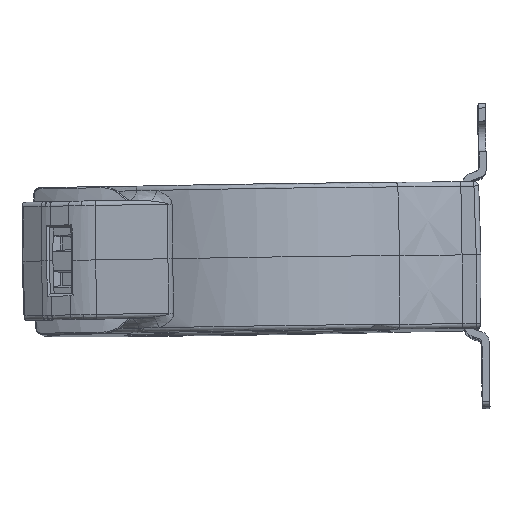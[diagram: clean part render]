
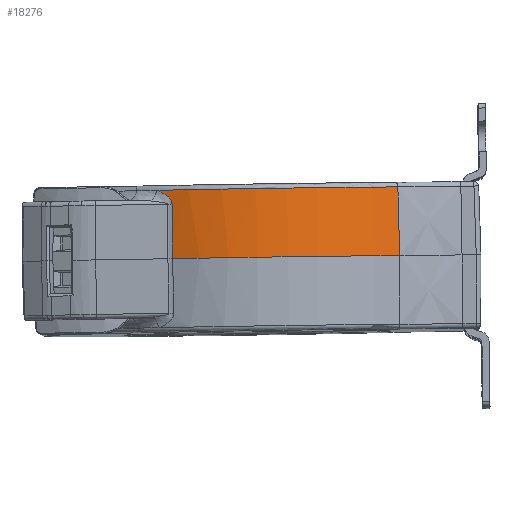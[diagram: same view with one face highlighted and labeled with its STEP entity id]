
A CAD part, left-side view. The second image highlights one B-rep face of the part: STEP entity #18276.
In plain terms, the highlighted conical face has half-angle 1 degrees and reference radius 46.193 mm.
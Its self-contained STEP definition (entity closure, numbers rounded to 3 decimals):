
#12491=CARTESIAN_POINT('',(11.87,-14.887,
18.652));
#12492=DIRECTION('',(-0.01,-0.015,-1.));
#12493=DIRECTION('',(-0.758,-0.653,0.018));
#12494=AXIS2_PLACEMENT_3D('',#12491,#12492,#12493);
#12499=CARTESIAN_POINT('',(11.87,-14.887,
18.652));
#12500=DIRECTION('',(-0.01,-0.015,-1.));
#12501=DIRECTION('',(-1.,-0.003,0.01));
#12502=AXIS2_PLACEMENT_3D('',#12499,#12500,#12501);
#14244=CARTESIAN_POINT('',(-31.062,2.639,
4.302));
#14245=CARTESIAN_POINT('',(-31.047,2.645,
4.818));
#14246=CARTESIAN_POINT('',(-31.019,2.656,
5.85));
#14247=CARTESIAN_POINT('',(-30.977,2.674,
7.398));
#14248=CARTESIAN_POINT('',(-30.949,2.685,
8.429));
#14249=CARTESIAN_POINT('',(-30.934,2.691,
8.945));
#14254=CARTESIAN_POINT('',(-30.934,2.691,
8.945));
#14255=CARTESIAN_POINT('',(-30.913,2.7,
9.709));
#14256=CARTESIAN_POINT('',(-30.872,2.717,
11.236));
#14257=CARTESIAN_POINT('',(-30.808,2.743,
13.526));
#14258=CARTESIAN_POINT('',(-30.767,2.76,
15.053));
#14259=CARTESIAN_POINT('',(-30.746,2.769,
15.816));
#14264=CARTESIAN_POINT('',(-30.746,2.769,
15.816));
#14265=CARTESIAN_POINT('',(-30.743,2.77,
15.923));
#14266=CARTESIAN_POINT('',(-30.728,2.795,
16.135));
#14267=CARTESIAN_POINT('',(-30.682,2.889,
16.43));
#14268=CARTESIAN_POINT('',(-30.629,3.003,
16.653));
#14269=CARTESIAN_POINT('',(-30.579,3.111,
16.823));
#14270=CARTESIAN_POINT('',(-30.526,3.228,
16.984));
#14271=CARTESIAN_POINT('',(-30.453,3.386,
17.17));
#14272=CARTESIAN_POINT('',(-30.327,3.662,
17.443));
#14273=CARTESIAN_POINT('',(-30.158,4.028,
17.738));
#14274=CARTESIAN_POINT('',(-29.939,4.492,
18.045));
#14275=CARTESIAN_POINT('',(-29.628,5.135,
18.403));
#14276=CARTESIAN_POINT('',(-29.38,5.629,
18.622));
#14277=CARTESIAN_POINT('',(-29.208,5.962,
18.752));
#14282=DIRECTION('',(-0.023,-0.027,-0.999));
#14283=VECTOR('',#14282,14.52);
#14284=CARTESIAN_POINT('',(-23.028,-44.945,
19.47));
#14285=LINE('',#14284,#14283);
#14289=CARTESIAN_POINT('',(11.722,-15.109,
4.137));
#14290=DIRECTION('',(-0.01,-0.015,-1.));
#14291=DIRECTION('',(-0.758,-0.653,0.018));
#14292=AXIS2_PLACEMENT_3D('',#14289,#14290,#14291);
#14297=CARTESIAN_POINT('',(11.722,-15.109,
4.137));
#14298=DIRECTION('',(-0.01,-0.015,-1.));
#14299=DIRECTION('',(-1.,-0.003,0.01));
#14300=AXIS2_PLACEMENT_3D('',#14297,#14298,#14299);
#14313=CARTESIAN_POINT('',(-31.062,2.639,
4.302));
#16000=VERTEX_POINT('',#14313);
#16001=CARTESIAN_POINT('',(-34.595,-15.239,
4.612));
#16002=VERTEX_POINT('',#16001);
#16003=CARTESIAN_POINT('',(-23.368,-45.333,
4.959));
#16004=VERTEX_POINT('',#16003);
#16244=CARTESIAN_POINT('',(-23.028,-44.945,
19.47));
#16245=VERTEX_POINT('',#16244);
#16246=CARTESIAN_POINT('',(-34.193,-15.016,
19.125));
#16247=VERTEX_POINT('',#16246);
#16248=CARTESIAN_POINT('',(-29.208,5.962,
18.752));
#16249=VERTEX_POINT('',#16248);
#16275=VERTEX_POINT('',#14249);
#16276=VERTEX_POINT('',#14259);
#18256=CARTESIAN_POINT('',(11.796,-14.998,
11.395));
#18257=DIRECTION('',(-0.01,-0.015,-1.));
#18258=DIRECTION('',(1.,0.003,-0.01));
#18259=AXIS2_PLACEMENT_3D('',#18256,#18257,#18258);
#18260=CONICAL_SURFACE('',#18259,46.192,1.);
#18262=ORIENTED_EDGE('',*,*,#18261,.T.);
#18264=ORIENTED_EDGE('',*,*,#18263,.T.);
#18265=ORIENTED_EDGE('',*,*,#18247,.T.);
#18266=ORIENTED_EDGE('',*,*,#16655,.F.);
#18267=ORIENTED_EDGE('',*,*,#16653,.F.);
#18269=ORIENTED_EDGE('',*,*,#18268,.T.);
#18271=ORIENTED_EDGE('',*,*,#18270,.T.);
#18273=ORIENTED_EDGE('',*,*,#18272,.T.);
#18274=EDGE_LOOP('',(#18262,#18264,#18265,#18266,#18267,#18269,#18271,#18273));
#18275=FACE_OUTER_BOUND('',#18274,.F.);
#12495=CIRCLE('',#12494,46.066);
#12503=CIRCLE('',#12502,46.066);
#14250=B_SPLINE_CURVE_WITH_KNOTS('',3,(#14244,#14245,#14246,#14247,#14248,
#14249),.UNSPECIFIED.,.F.,.F.,(4,1,1,4),(0.,0.333,
0.667,1.),.UNSPECIFIED.);
#14260=B_SPLINE_CURVE_WITH_KNOTS('',3,(#14254,#14255,#14256,#14257,#14258,
#14259),.UNSPECIFIED.,.F.,.F.,(4,1,1,4),(0.,0.333,
0.667,1.),.UNSPECIFIED.);
#14278=B_SPLINE_CURVE_WITH_KNOTS('',3,(#14264,#14265,#14266,#14267,#14268,
#14269,#14270,#14271,#14272,#14273,#14274,#14275,#14276,#14277),.UNSPECIFIED.,
.F.,.F.,(4,1,1,1,1,1,1,1,1,1,1,4),(0.,0.062,0.125,
0.187,0.219,0.25,0.312,
0.375,0.5,0.625,0.75,1.),
.UNSPECIFIED.);
#14293=CIRCLE('',#14292,46.319);
#14301=CIRCLE('',#14300,46.319);
#16653=EDGE_CURVE('',#16245,#16247,#12495,.T.);
#16655=EDGE_CURVE('',#16247,#16249,#12503,.T.);
#18247=EDGE_CURVE('',#16276,#16249,#14278,.T.);
#18261=EDGE_CURVE('',#16000,#16275,#14250,.T.);
#18263=EDGE_CURVE('',#16275,#16276,#14260,.T.);
#18268=EDGE_CURVE('',#16245,#16004,#14285,.T.);
#18270=EDGE_CURVE('',#16004,#16002,#14293,.T.);
#18272=EDGE_CURVE('',#16002,#16000,#14301,.T.);
#18276=ADVANCED_FACE('',(#18275),#18260,.T.);
